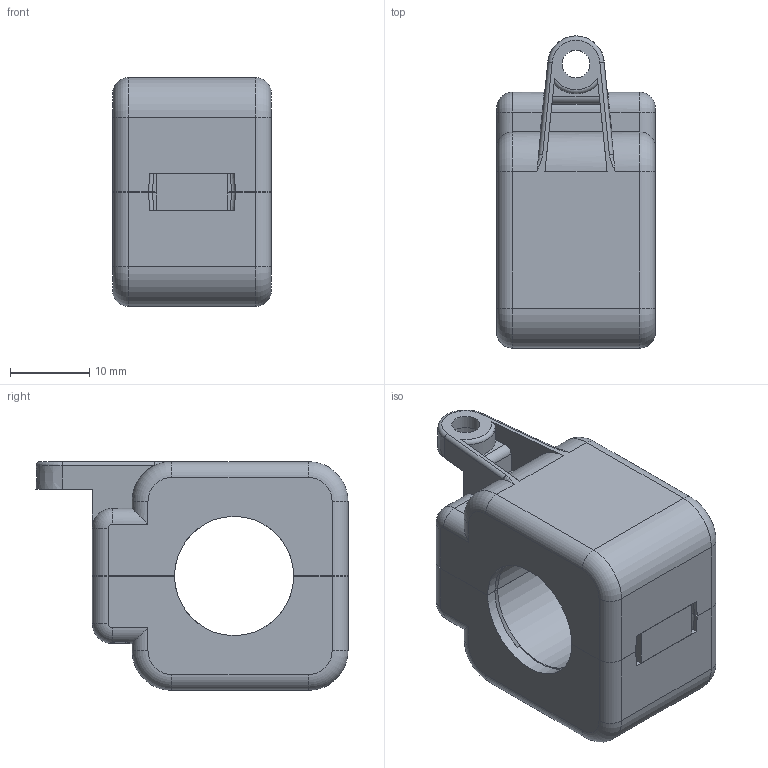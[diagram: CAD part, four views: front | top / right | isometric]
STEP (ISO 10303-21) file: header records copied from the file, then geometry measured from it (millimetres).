
FILE_DESCRIPTION(/* description */ ('Unknown'),/* implementation_level */ '2;1');
FILE_NAME(/* name */ '7427151',/* time_stamp */ '2024-02-13T17:23:10+01:00',/* author */ ('Unknown'),/* organization */ ('Unknown'),/* preprocessor_version */ 'ST-DEVELOPER v18.102',/* originating_system */ 'Solid Edge',/* authorisation */ 'Unknown');
FILE_SCHEMA (('AUTOMOTIVE_DESIGN {1 0 10303 214 3 1 1}'));
Length unit declared in the file: millimetre
Products named in the file (5): 7427151_closed; 1674120124; 1674124479; 1674120124_1; 1674124436
Assembly tree (4 placements, depth 2):
  7427151_closed
    1674120124
    1674124479
    1674120124_1
    1674124436
Bounding box: 20 x 39.3 x 28.81 mm (x, y, z)
Volume: 9751 mm3; surface area: 10471.4 mm2
Topology: 4 solids, 4 shells, 1097 faces, 2969 edges, 1933 vertices
Faces by surface type: plane 520, cylinder 379, bspline 117, torus 46, cone 27, sphere 8
Full cylindrical faces by diameter (mm): 1.3 x2, 1.5 x2, 2.111 x1, 3.5 x1, 4 x1, 5.7 x1
Entity records: 39783 total; most frequent: CARTESIAN_POINT 12472, ORIENTED_EDGE 5860, DIRECTION 5440, EDGE_CURVE 2930, VERTEX_POINT 1920, AXIS2_PLACEMENT_3D 1880, LINE 1680, VECTOR 1680
